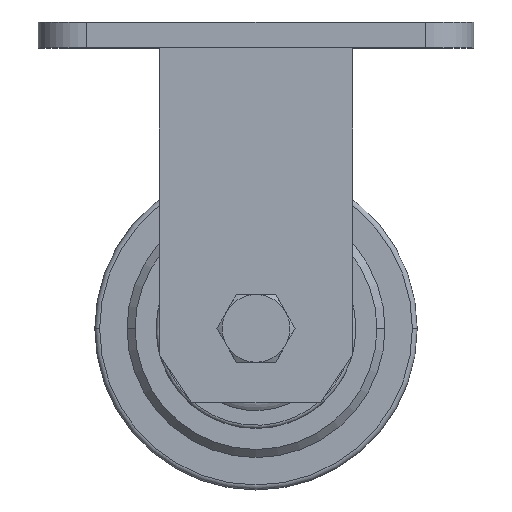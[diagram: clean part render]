
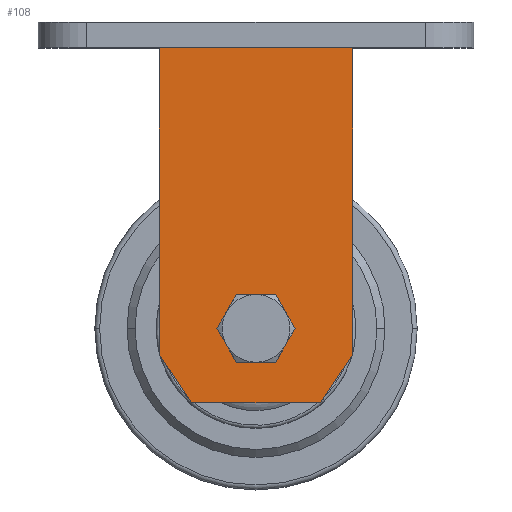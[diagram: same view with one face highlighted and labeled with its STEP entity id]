
A CAD part, top view. The second image highlights one B-rep face of the part: STEP entity #108.
In plain terms, the highlighted planar face has unit normal (0, 0, 1).
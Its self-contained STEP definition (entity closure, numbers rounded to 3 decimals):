
#108 = ADVANCED_FACE ( 'NONE', ( #2949, #6995 ), #5657, .F. ) ;
#277 = DIRECTION ( 'NONE',  ( 0., 0., 1. ) ) ;
#636 = CARTESIAN_POINT ( 'NONE',  ( -30., -118., 35.5 ) ) ;
#678 = CARTESIAN_POINT ( 'NONE',  ( -20., -118., 35.5 ) ) ;
#727 = CARTESIAN_POINT ( 'NONE',  ( 0., -95., 35.5 ) ) ;
#855 = DIRECTION ( 'NONE',  ( 0., 0., -1. ) ) ;
#1053 = DIRECTION ( 'NONE',  ( 0.555, 0.832, 0. ) ) ;
#1397 = CARTESIAN_POINT ( 'NONE',  ( -30., -8., 35.5 ) ) ;
#1400 = ORIENTED_EDGE ( 'NONE', *, *, #4220, .T. ) ;
#1479 = LINE ( 'NONE', #636, #8868 ) ;
#1490 = VERTEX_POINT ( 'NONE', #678 ) ;
#1586 = CARTESIAN_POINT ( 'NONE',  ( 0., -95., 35.5 ) ) ;
#1765 = EDGE_CURVE ( 'NONE', #4506, #1490, #7078, .T. ) ;
#1855 = ORIENTED_EDGE ( 'NONE', *, *, #6178, .T. ) ;
#1867 = CARTESIAN_POINT ( 'NONE',  ( 20., -118., 35.5 ) ) ;
#1903 = CIRCLE ( 'NONE', #1915, 7.15 ) ;
#1915 = AXIS2_PLACEMENT_3D ( 'NONE', #1586, #277, #6432 ) ;
#2068 = DIRECTION ( 'NONE',  ( -1., 0., 0. ) ) ;
#2455 = VECTOR ( 'NONE', #2068, 1000. ) ;
#2546 = ORIENTED_EDGE ( 'NONE', *, *, #9006, .F. ) ;
#2718 = DIRECTION ( 'NONE',  ( 0., 1., 0. ) ) ;
#2949 = FACE_BOUND ( 'NONE', #5133, .T. ) ;
#2959 = CARTESIAN_POINT ( 'NONE',  ( 20., -118., 35.5 ) ) ;
#2965 = EDGE_CURVE ( 'NONE', #3402, #3728, #1903, .T. ) ;
#3107 = CIRCLE ( 'NONE', #8112, 7.15 ) ;
#3197 = CARTESIAN_POINT ( 'NONE',  ( -20., -118., 35.5 ) ) ;
#3364 = ORIENTED_EDGE ( 'NONE', *, *, #1765, .F. ) ;
#3402 = VERTEX_POINT ( 'NONE', #5163 ) ;
#3447 = EDGE_CURVE ( 'NONE', #4506, #7258, #6571, .T. ) ;
#3466 = VERTEX_POINT ( 'NONE', #4502 ) ;
#3524 = ORIENTED_EDGE ( 'NONE', *, *, #2965, .F. ) ;
#3556 = CARTESIAN_POINT ( 'NONE',  ( -30., -118., 35.5 ) ) ;
#3728 = VERTEX_POINT ( 'NONE', #4911 ) ;
#3992 = DIRECTION ( 'NONE',  ( 0., 1., 0. ) ) ;
#4108 = EDGE_LOOP ( 'NONE', ( #3364, #4870, #1400, #1855, #2546, #6153 ) ) ;
#4127 = DIRECTION ( 'NONE',  ( -1., 0., 0. ) ) ;
#4220 = EDGE_CURVE ( 'NONE', #7258, #5999, #8608, .T. ) ;
#4260 = DIRECTION ( 'NONE',  ( -1., 0., 0. ) ) ;
#4458 = CARTESIAN_POINT ( 'NONE',  ( 30., -8., 35.5 ) ) ;
#4502 = CARTESIAN_POINT ( 'NONE',  ( -30., -103., 35.5 ) ) ;
#4506 = VERTEX_POINT ( 'NONE', #2959 ) ;
#4757 = CARTESIAN_POINT ( 'NONE',  ( -30., -118., 35.5 ) ) ;
#4784 = DIRECTION ( 'NONE',  ( 0., 0., 1. ) ) ;
#4870 = ORIENTED_EDGE ( 'NONE', *, *, #3447, .T. ) ;
#4911 = CARTESIAN_POINT ( 'NONE',  ( -7.15, -95., 35.5 ) ) ;
#4968 = VECTOR ( 'NONE', #5290, 1000. ) ;
#5133 = EDGE_LOOP ( 'NONE', ( #3524, #8104 ) ) ;
#5163 = CARTESIAN_POINT ( 'NONE',  ( 7.15, -95., 35.5 ) ) ;
#5290 = DIRECTION ( 'NONE',  ( 0.555, -0.832, 0. ) ) ;
#5476 = CARTESIAN_POINT ( 'NONE',  ( 30., -118., 35.5 ) ) ;
#5605 = EDGE_CURVE ( 'NONE', #3728, #3402, #3107, .T. ) ;
#5657 = PLANE ( 'NONE',  #5980 ) ;
#5980 = AXIS2_PLACEMENT_3D ( 'NONE', #3556, #855, #4260 ) ;
#5999 = VERTEX_POINT ( 'NONE', #4458 ) ;
#6126 = EDGE_CURVE ( 'NONE', #3466, #1490, #8907, .T. ) ;
#6132 = VECTOR ( 'NONE', #1053, 1000. ) ;
#6153 = ORIENTED_EDGE ( 'NONE', *, *, #6126, .T. ) ;
#6178 = EDGE_CURVE ( 'NONE', #5999, #6245, #6582, .T. ) ;
#6186 = CARTESIAN_POINT ( 'NONE',  ( -30., -8., 35.5 ) ) ;
#6245 = VERTEX_POINT ( 'NONE', #1397 ) ;
#6432 = DIRECTION ( 'NONE',  ( 1., 0., 0. ) ) ;
#6571 = LINE ( 'NONE', #1867, #6132 ) ;
#6582 = LINE ( 'NONE', #6186, #2455 ) ;
#6612 = CARTESIAN_POINT ( 'NONE',  ( 30., -103., 35.5 ) ) ;
#6748 = VECTOR ( 'NONE', #3992, 1000. ) ;
#6929 = DIRECTION ( 'NONE',  ( 1., 0., 0. ) ) ;
#6995 = FACE_OUTER_BOUND ( 'NONE', #4108, .T. ) ;
#7078 = LINE ( 'NONE', #4757, #7937 ) ;
#7258 = VERTEX_POINT ( 'NONE', #6612 ) ;
#7937 = VECTOR ( 'NONE', #4127, 1000. ) ;
#8104 = ORIENTED_EDGE ( 'NONE', *, *, #5605, .F. ) ;
#8112 = AXIS2_PLACEMENT_3D ( 'NONE', #727, #4784, #6929 ) ;
#8608 = LINE ( 'NONE', #5476, #6748 ) ;
#8868 = VECTOR ( 'NONE', #2718, 1000. ) ;
#8907 = LINE ( 'NONE', #3197, #4968 ) ;
#9006 = EDGE_CURVE ( 'NONE', #3466, #6245, #1479, .T. ) ;
